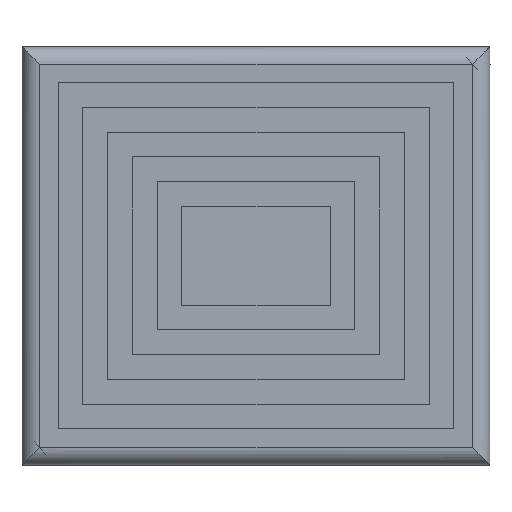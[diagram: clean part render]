
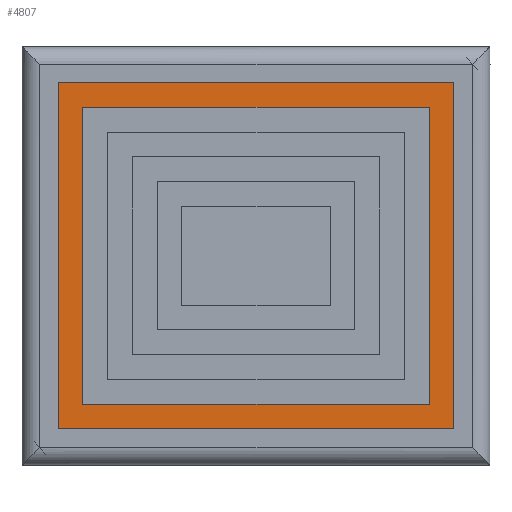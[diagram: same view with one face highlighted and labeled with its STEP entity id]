
A CAD part, top view. The second image highlights one B-rep face of the part: STEP entity #4807.
In plain terms, the highlighted planar face has unit normal (0, 0, 1).
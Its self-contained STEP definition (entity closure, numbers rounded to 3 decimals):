
#123 = VERTEX_POINT ( 'NONE', #636 ) ;
#151 = CARTESIAN_POINT ( 'NONE',  ( 160., -140., 25.4 ) ) ;
#236 = LINE ( 'NONE', #2227, #358 ) ;
#358 = VECTOR ( 'NONE', #1059, 1000. ) ;
#395 = ORIENTED_EDGE ( 'NONE', *, *, #1328, .T. ) ;
#446 = VECTOR ( 'NONE', #2205, 1000. ) ;
#623 = VERTEX_POINT ( 'NONE', #3604 ) ;
#636 = CARTESIAN_POINT ( 'NONE',  ( -160., -140., 25.4 ) ) ;
#926 = DIRECTION ( 'NONE',  ( 1., 0., 0. ) ) ;
#978 = AXIS2_PLACEMENT_3D ( 'NONE', #2575, #3758, #926 ) ;
#1059 = DIRECTION ( 'NONE',  ( 0., -1., 0. ) ) ;
#1307 = LINE ( 'NONE', #3362, #1439 ) ;
#1328 = EDGE_CURVE ( 'NONE', #123, #2959, #3844, .T. ) ;
#1439 = VECTOR ( 'NONE', #4626, 1000. ) ;
#1533 = VERTEX_POINT ( 'NONE', #2774 ) ;
#1805 = DIRECTION ( 'NONE',  ( 0., 1., 0. ) ) ;
#1808 = LINE ( 'NONE', #2184, #2772 ) ;
#1910 = EDGE_CURVE ( 'NONE', #2959, #1533, #1808, .T. ) ;
#2038 = ORIENTED_EDGE ( 'NONE', *, *, #1910, .T. ) ;
#2184 = CARTESIAN_POINT ( 'NONE',  ( 160., -140., 25.4 ) ) ;
#2205 = DIRECTION ( 'NONE',  ( 1., 0., 0. ) ) ;
#2227 = CARTESIAN_POINT ( 'NONE',  ( -160., -140., 25.4 ) ) ;
#2349 = ORIENTED_EDGE ( 'NONE', *, *, #3007, .T. ) ;
#2392 = EDGE_LOOP ( 'NONE', ( #4363, #395, #2038, #2349 ) ) ;
#2575 = CARTESIAN_POINT ( 'NONE',  ( 0., 0., 25.4 ) ) ;
#2772 = VECTOR ( 'NONE', #1805, 1000. ) ;
#2774 = CARTESIAN_POINT ( 'NONE',  ( 160., 140., 25.4 ) ) ;
#2891 = FACE_OUTER_BOUND ( 'NONE', #2392, .T. ) ;
#2959 = VERTEX_POINT ( 'NONE', #151 ) ;
#3007 = EDGE_CURVE ( 'NONE', #1533, #623, #1307, .T. ) ;
#3362 = CARTESIAN_POINT ( 'NONE',  ( 160., 140., 25.4 ) ) ;
#3604 = CARTESIAN_POINT ( 'NONE',  ( -160., 140., 25.4 ) ) ;
#3627 = EDGE_CURVE ( 'NONE', #623, #123, #236, .T. ) ;
#3758 = DIRECTION ( 'NONE',  ( 0., 0., 1. ) ) ;
#3844 = LINE ( 'NONE', #4601, #446 ) ;
#4363 = ORIENTED_EDGE ( 'NONE', *, *, #3627, .T. ) ;
#4601 = CARTESIAN_POINT ( 'NONE',  ( 160., -140., 25.4 ) ) ;
#4626 = DIRECTION ( 'NONE',  ( -1., 0., 0. ) ) ;
#4807 = ADVANCED_FACE ( 'NONE', ( #2891 ), #4970, .T. ) ;
#4970 = PLANE ( 'NONE',  #978 ) ;
